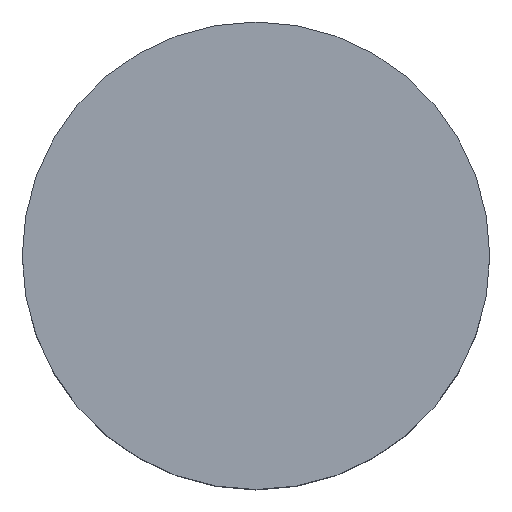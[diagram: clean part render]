
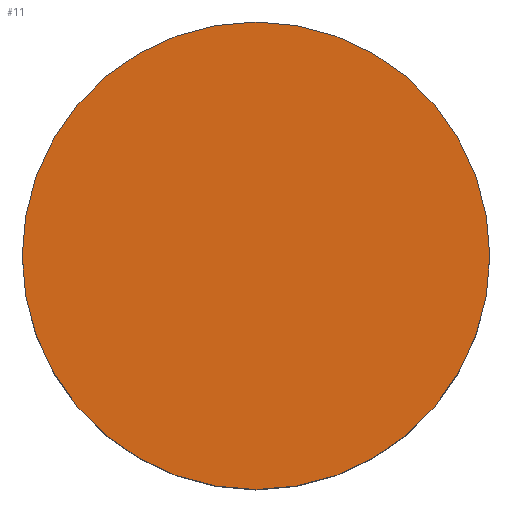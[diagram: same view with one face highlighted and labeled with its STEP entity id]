
A CAD part, top view. The second image highlights one B-rep face of the part: STEP entity #11.
In plain terms, the highlighted planar face has unit normal (0, 0, 1).
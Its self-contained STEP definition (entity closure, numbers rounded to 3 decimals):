
#5 = CARTESIAN_POINT ( 'NONE',  ( -3., 0., 0. ) ) ;
#11 = ADVANCED_FACE ( 'NONE', ( #267 ), #201, .T. ) ;
#16 = EDGE_LOOP ( 'NONE', ( #101, #68 ) ) ;
#30 = DIRECTION ( 'NONE',  ( 0., 0., 1. ) ) ;
#59 = CARTESIAN_POINT ( 'NONE',  ( 0., 0., 0. ) ) ;
#68 = ORIENTED_EDGE ( 'NONE', *, *, #193, .T. ) ;
#101 = ORIENTED_EDGE ( 'NONE', *, *, #215, .T. ) ;
#109 = CARTESIAN_POINT ( 'NONE',  ( 0., 0., 0. ) ) ;
#145 = VERTEX_POINT ( 'NONE', #207 ) ;
#160 = DIRECTION ( 'NONE',  ( 1., 0., 0. ) ) ;
#171 = CIRCLE ( 'NONE', #194, 3. ) ;
#175 = CARTESIAN_POINT ( 'NONE',  ( 0., 0., 0. ) ) ;
#176 = AXIS2_PLACEMENT_3D ( 'NONE', #59, #30, #160 ) ;
#192 = AXIS2_PLACEMENT_3D ( 'NONE', #175, #269, #221 ) ;
#193 = EDGE_CURVE ( 'NONE', #280, #145, #171, .T. ) ;
#194 = AXIS2_PLACEMENT_3D ( 'NONE', #109, #282, #275 ) ;
#201 = PLANE ( 'NONE',  #192 ) ;
#207 = CARTESIAN_POINT ( 'NONE',  ( 3., 0., 0. ) ) ;
#212 = CIRCLE ( 'NONE', #176, 3. ) ;
#215 = EDGE_CURVE ( 'NONE', #145, #280, #212, .T. ) ;
#221 = DIRECTION ( 'NONE',  ( 1., 0., 0. ) ) ;
#267 = FACE_OUTER_BOUND ( 'NONE', #16, .T. ) ;
#269 = DIRECTION ( 'NONE',  ( 0., 0., 1. ) ) ;
#275 = DIRECTION ( 'NONE',  ( 1., 0., 0. ) ) ;
#280 = VERTEX_POINT ( 'NONE', #5 ) ;
#282 = DIRECTION ( 'NONE',  ( 0., 0., 1. ) ) ;
